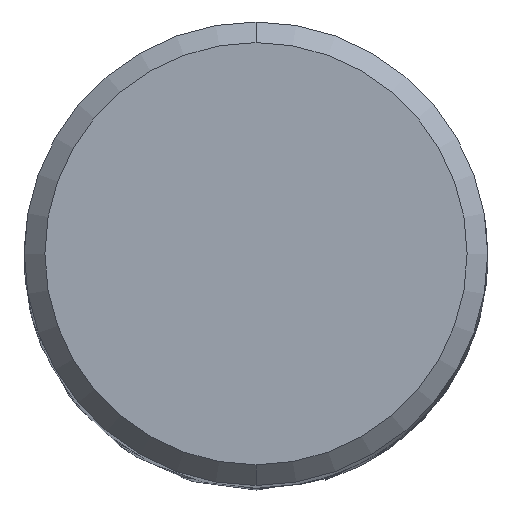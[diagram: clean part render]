
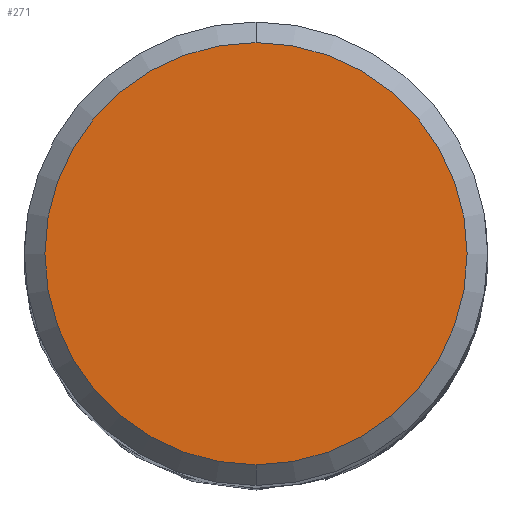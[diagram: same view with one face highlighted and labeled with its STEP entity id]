
A CAD part, top view. The second image highlights one B-rep face of the part: STEP entity #271.
In plain terms, the highlighted planar face has unit normal (0, 0, 1).
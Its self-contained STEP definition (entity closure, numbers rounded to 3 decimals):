
#271=ADVANCED_FACE('',(#747),#748,.T.);
#283=EDGE_CURVE('',#527,#289,#760,.T.);
#289=VERTEX_POINT('',#766);
#527=VERTEX_POINT('',#1025);
#557=EDGE_CURVE('',#289,#527,#1056,.T.);
#747=FACE_OUTER_BOUND('',#1314,.T.);
#748=PLANE('',#1315);
#760=CIRCLE('',#1346,8.2);
#766=CARTESIAN_POINT('',(0.,-8.2,0.0));
#1025=CARTESIAN_POINT('',(0.0,8.2,0.0));
#1056=CIRCLE('',#5177,8.2);
#1314=EDGE_LOOP('',(#8131,#8132));
#1315=AXIS2_PLACEMENT_3D('',#8133,#8134,#8135);
#1346=AXIS2_PLACEMENT_3D('',#8141,#8142,#8143);
#5177=AXIS2_PLACEMENT_3D('',#8417,#8418,#8419);
#8131=ORIENTED_EDGE('',*,*,#283,.F.);
#8132=ORIENTED_EDGE('',*,*,#557,.F.);
#8133=CARTESIAN_POINT('',(0.0,4.1,0.0));
#8134=DIRECTION('',(-0.0,0.0,1.0));
#8135=DIRECTION('',(0.0,-1.0,0.0));
#8141=CARTESIAN_POINT('',(0.0,0.0,0.0));
#8142=DIRECTION('',(0.0,0.0,-1.0));
#8143=DIRECTION('',(0.0,1.0,0.0));
#8417=CARTESIAN_POINT('',(0.0,0.0,0.0));
#8418=DIRECTION('',(0.0,0.0,-1.0));
#8419=DIRECTION('',(0.0,1.0,0.0));
